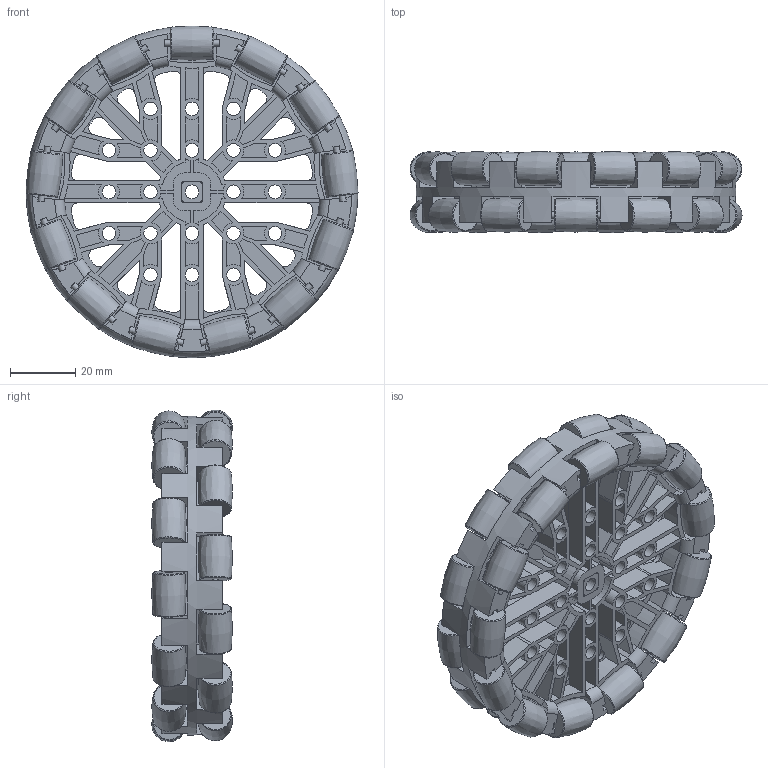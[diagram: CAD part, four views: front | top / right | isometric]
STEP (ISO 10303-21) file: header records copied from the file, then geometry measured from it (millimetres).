
FILE_DESCRIPTION(/* description */ (''),/* implementation_level */ '2;1');
FILE_NAME(/* name */ 'New 4.00 Omni AS, Circle.step',/* time_stamp */ '2023-05-10T10:52:27-07:00',/* author */ (''),/* organization */ (''),/* preprocessor_version */ 'ST-DEVELOPER v19.2',/* originating_system */ 'Autodesk Translation Framework v12.4.0.73',/* authorisation */ '');
FILE_SCHEMA (('AUTOMOTIVE_DESIGN { 1 0 10303 214 3 1 1 }'));
Products named in the file (31): New 4.00 Omni AS, No Insert; 276-8107-001 Web; 276-8107-002 Web; 276-8107-002 Web (1); 276-8107-002 Web (2); 276-8107-002 Web (3); 276-8107-002 Web (4); 276-8107-002 Web (5); 276-8107-002 Web (6); 276-8107-002 Web (7); 276-8107-002 Web (8); 276-8107-002 Web (9); 276-8107-002 Web (10); 276-8107-002 Web (11); 276-8107-002 Web (12); 276-8107-002 Web (13); 276-8107-002 Web (14); 276-8107-002 Web (15); 276-8107-002 Web (16); 276-8107-002 Web (17); 276-8107-002 Web (18); 276-8107-002 Web (19); 276-8107-002 Web (20); 276-8107-002 Web (21); 276-8107-002 Web (22); 276-8107-002 Web (23); 276-8107-002 Web (24); 276-8107-002 Web (25); 276-3526-001 Web; 276-8107-003 Web; Round Bore HS Shaft Adapter
Assembly tree (80 placements, depth 3):
  New 4.00 Omni AS, No Insert
    276-8107-001 Web
    276-8107-002 Web
      276-3526-001 Web
      276-8107-003 Web
    276-8107-002 Web (1)
      276-3526-001 Web
      276-8107-003 Web
    276-8107-002 Web (2)
      276-3526-001 Web
      276-8107-003 Web
    276-8107-002 Web (3)
      276-3526-001 Web
      276-8107-003 Web
    276-8107-002 Web (4)
      276-3526-001 Web
      276-8107-003 Web
    276-8107-002 Web (5)
      276-3526-001 Web
      276-8107-003 Web
    276-8107-002 Web (6)
      276-3526-001 Web
      276-8107-003 Web
    276-8107-002 Web (7)
      276-3526-001 Web
      276-8107-003 Web
    276-8107-002 Web (8)
      276-3526-001 Web
      276-8107-003 Web
    276-8107-002 Web (9)
      276-3526-001 Web
      276-8107-003 Web
    276-8107-002 Web (10)
      276-3526-001 Web
      276-8107-003 Web
    276-8107-002 Web (11)
      276-3526-001 Web
      276-8107-003 Web
    276-8107-002 Web (12)
      276-3526-001 Web
      276-8107-003 Web
    276-8107-002 Web (13)
      276-3526-001 Web
      276-8107-003 Web
    276-8107-002 Web (14)
      276-3526-001 Web
      276-8107-003 Web
    276-8107-002 Web (15)
      276-3526-001 Web
      276-8107-003 Web
    276-8107-002 Web (16)
      276-3526-001 Web
      276-8107-003 Web
    276-8107-002 Web (17)
      276-3526-001 Web
      276-8107-003 Web
    276-8107-002 Web (18)
      276-3526-001 Web
      276-8107-003 Web
    276-8107-002 Web (19)
Bounding box: 101.62 x 24.7 x 101.52 mm (x, y, z)
Volume: 64719.1 mm3; surface area: 70157.3 mm2
Topology: 54 solids, 54 shells, 2144 faces, 6008 edges, 3902 vertices
Faces by surface type: plane 1384, cylinder 682, torus 52, bspline 26
Full cylindrical faces by diameter (mm): 2 x52, 4.2 x21, 97.75 x1
Entity records: 65158 total; most frequent: CARTESIAN_POINT 11391, ORIENTED_EDGE 11316, DIRECTION 11220, EDGE_CURVE 5658, LINE 4154, VECTOR 4154, VERTEX_POINT 3677, AXIS2_PLACEMENT_3D 3533
